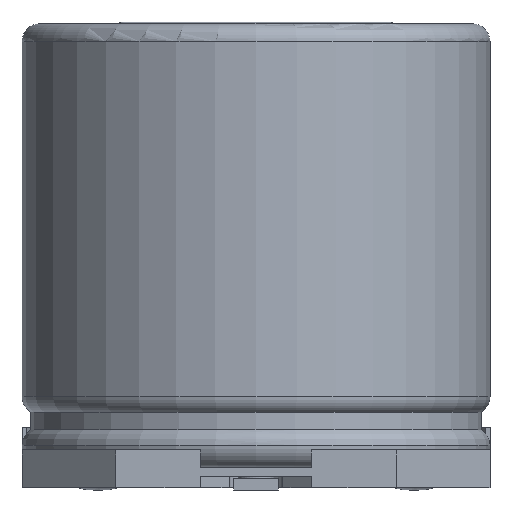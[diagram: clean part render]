
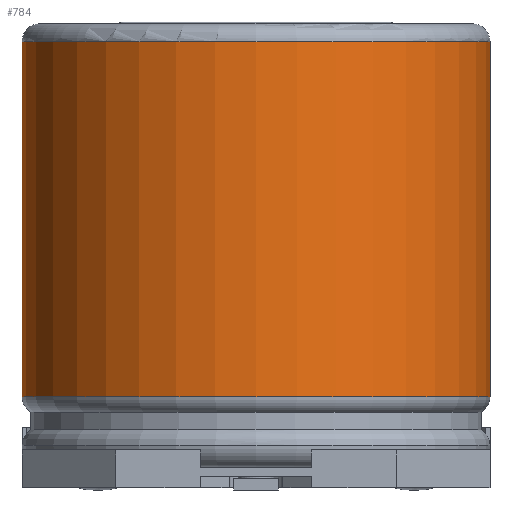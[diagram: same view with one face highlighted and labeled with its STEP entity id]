
A CAD part, left-side view. The second image highlights one B-rep face of the part: STEP entity #784.
In plain terms, the highlighted cylindrical face has radius 5.25 mm (diameter 10.5 mm), a full revolution.
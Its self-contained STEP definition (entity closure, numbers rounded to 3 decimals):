
#784=ADVANCED_FACE('',(#1818,#1820),#1822,.T.);
#1818=FACE_OUTER_BOUND('',#1819,.T.);
#1819=EDGE_LOOP('',(#2241));
#1820=FACE_OUTER_BOUND('',#1821,.T.);
#1821=EDGE_LOOP('',(#2242));
#1822=CYLINDRICAL_SURFACE('',#1823,5.25);
#1823=AXIS2_PLACEMENT_3D('',#1824,#1825,#1826);
#1824=CARTESIAN_POINT('',(4.4,0.,10.06));
#1825=DIRECTION('',(0.,0.,-1.));
#1826=DIRECTION('',(-1.,0.,0.));
#2241=ORIENTED_EDGE('',*,*,#2433,.T.);
#2242=ORIENTED_EDGE('',*,*,#2452,.F.);
#2433=EDGE_CURVE('',#2747,#2747,#2748,.T.);
#2452=EDGE_CURVE('',#2776,#2776,#2777,.T.);
#2747=VERTEX_POINT('',#3605);
#2748=CIRCLE('',#3606,5.25);
#2776=VERTEX_POINT('',#3676);
#2777=CIRCLE('',#3677,5.25);
#3605=CARTESIAN_POINT('',(-0.85,0.,10.06));
#3606=AXIS2_PLACEMENT_3D('',#3607,#3608,#3609);
#3607=CARTESIAN_POINT('',(4.4,0.,10.06));
#3608=DIRECTION('',(0.,0.,-1.));
#3609=DIRECTION('',(-1.,0.,0.));
#3676=CARTESIAN_POINT('',(-0.85,0.,2.093));
#3677=AXIS2_PLACEMENT_3D('',#3678,#3679,#3680);
#3678=CARTESIAN_POINT('',(4.4,0.,2.093));
#3679=DIRECTION('',(0.,0.,-1.));
#3680=DIRECTION('',(-1.,0.,0.));
